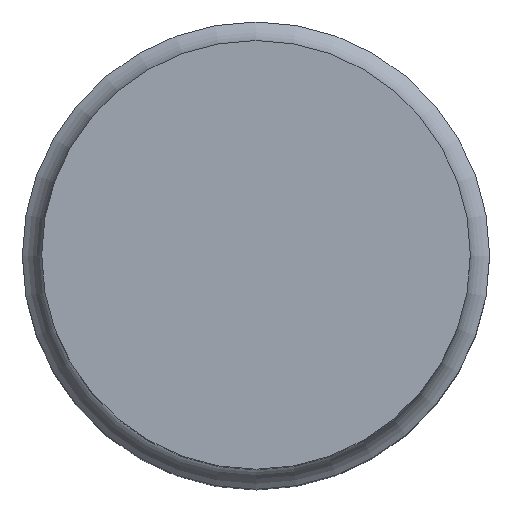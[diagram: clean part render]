
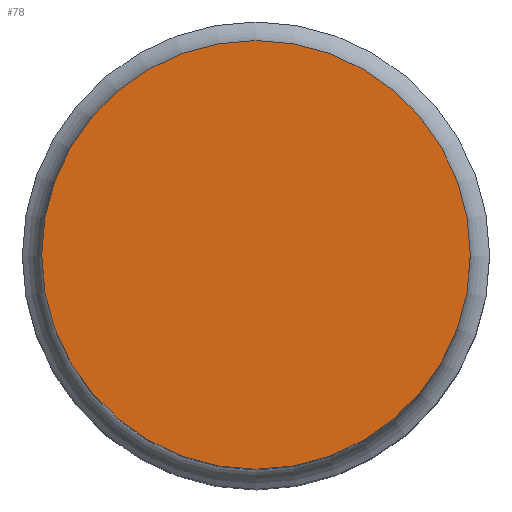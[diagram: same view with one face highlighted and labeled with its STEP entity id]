
A CAD part, top view. The second image highlights one B-rep face of the part: STEP entity #78.
In plain terms, the highlighted planar face has unit normal (0, 0, 1).
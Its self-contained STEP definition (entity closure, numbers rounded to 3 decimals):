
#16=PLANE('',#104);
#27=FACE_OUTER_BOUND('',#32,.T.);
#32=EDGE_LOOP('',(#72));
#38=CIRCLE('',#100,25.);
#44=VERTEX_POINT('',#145);
#51=EDGE_CURVE('',#44,#44,#38,.T.);
#72=ORIENTED_EDGE('',*,*,#51,.T.);
#78=ADVANCED_FACE('',(#27),#16,.T.);
#100=AXIS2_PLACEMENT_3D('',#146,#121,#122);
#104=AXIS2_PLACEMENT_3D('',#153,#131,#132);
#121=DIRECTION('center_axis',(0.,0.,1.));
#122=DIRECTION('ref_axis',(1.,0.,0.));
#131=DIRECTION('center_axis',(0.,0.,1.));
#132=DIRECTION('ref_axis',(1.,0.,0.));
#145=CARTESIAN_POINT('',(-25.,0.,50.));
#146=CARTESIAN_POINT('Origin',(0.,0.,50.));
#153=CARTESIAN_POINT('Origin',(0.,0.,50.));
